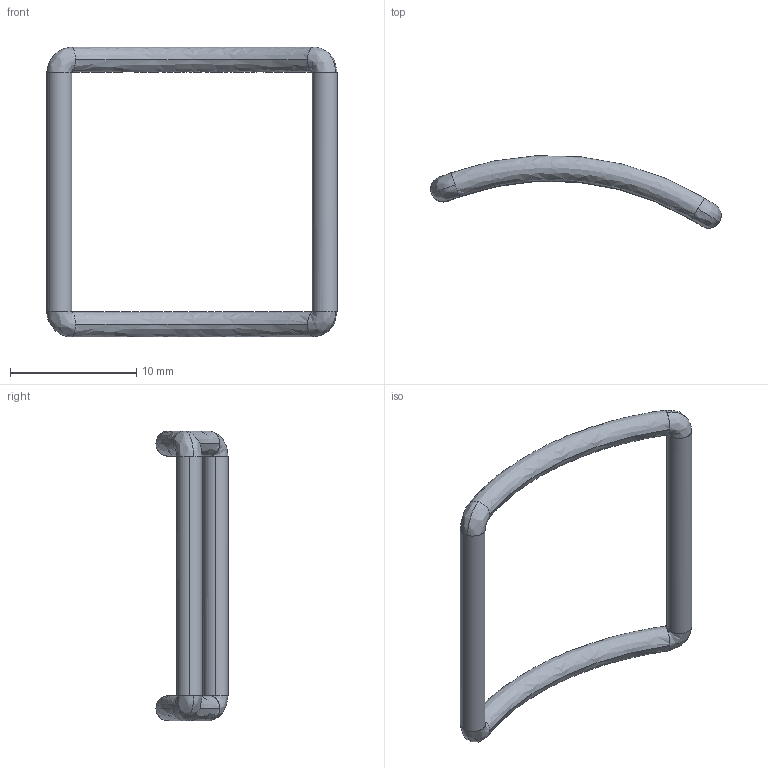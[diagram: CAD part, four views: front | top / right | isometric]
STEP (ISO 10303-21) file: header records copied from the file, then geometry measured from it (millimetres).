
FILE_DESCRIPTION (( 'STEP AP203' ), '1' );
FILE_NAME ('_Pulling latch GN 832.2-55-A-ST-G_Default_sldprt.STEP', '2021-04-13T21:45:23', ( '' ), ( '' ), 'SwSTEP 2.0', 'SolidWorks 2020', '' );
FILE_SCHEMA (( 'CONFIG_CONTROL_DESIGN' ));
Length unit declared in the file: metre
Products named in the file (1): _Pulling latch GN 832.2-55-A-ST-G_Default_sldprt
Bounding box: 23.07 x 5.73 x 23 mm (x, y, z)
Volume: 264.1 mm3; surface area: 537.5 mm2
Topology: 1 solids, 1 shells, 26 faces, 61 edges, 39 vertices
Faces by surface type: bspline 14, plane 8, cylinder 4
Entity records: 1254 total; most frequent: CARTESIAN_POINT 704, ORIENTED_EDGE 114, DIRECTION 77, EDGE_CURVE 57, VERTEX_POINT 37, AXIS2_PLACEMENT_3D 36, EDGE_LOOP 30, ADVANCED_FACE 25
